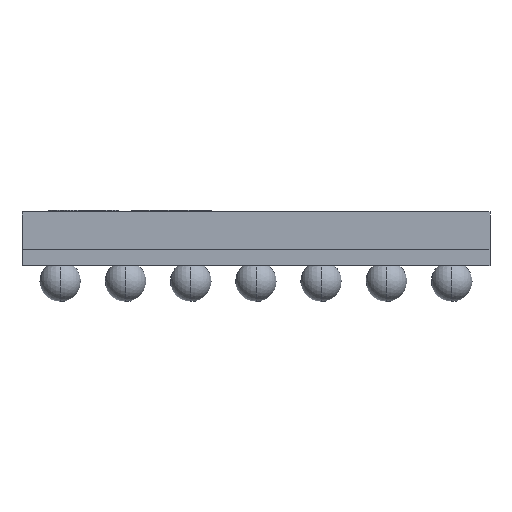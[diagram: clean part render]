
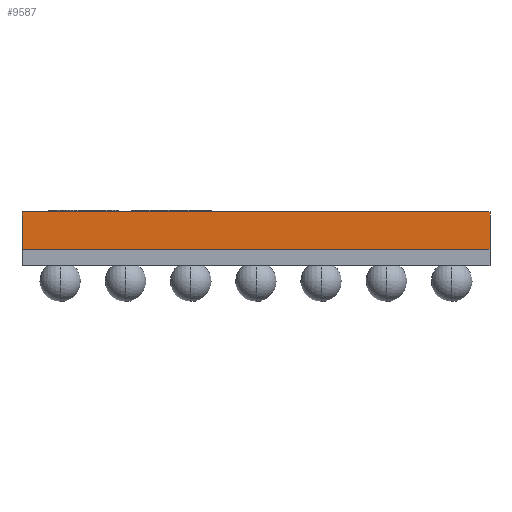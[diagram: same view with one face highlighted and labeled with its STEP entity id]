
A CAD part, front view. The second image highlights one B-rep face of the part: STEP entity #9587.
In plain terms, the highlighted planar face has unit normal (0, -1, 0).
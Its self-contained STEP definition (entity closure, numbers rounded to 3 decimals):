
#294 = CARTESIAN_POINT ( 'NONE',  ( -1.435, -2.435, 0.23 ) ) ;
#1147 = AXIS2_PLACEMENT_3D ( 'NONE', #294, #1511, #2794 ) ;
#1208 = VECTOR ( 'NONE', #8571, 1000. ) ;
#1341 = EDGE_LOOP ( 'NONE', ( #8506, #13573, #3528, #4586 ) ) ;
#1451 = VECTOR ( 'NONE', #9737, 1000. ) ;
#1511 = DIRECTION ( 'NONE',  ( 0., 1., 0. ) ) ;
#1948 = VERTEX_POINT ( 'NONE', #14381 ) ;
#2391 = EDGE_CURVE ( 'NONE', #5804, #9910, #16391, .T. ) ;
#2794 = DIRECTION ( 'NONE',  ( 0., 0., 1. ) ) ;
#3528 = ORIENTED_EDGE ( 'NONE', *, *, #10090, .F. ) ;
#4286 = LINE ( 'NONE', #5550, #1451 ) ;
#4389 = FACE_OUTER_BOUND ( 'NONE', #1341, .T. ) ;
#4586 = ORIENTED_EDGE ( 'NONE', *, *, #2391, .T. ) ;
#4636 = LINE ( 'NONE', #11026, #1208 ) ;
#5550 = CARTESIAN_POINT ( 'NONE',  ( -1.435, -2.435, 0.23 ) ) ;
#5610 = VECTOR ( 'NONE', #12586, 1000. ) ;
#5804 = VERTEX_POINT ( 'NONE', #8399 ) ;
#5985 = VECTOR ( 'NONE', #12869, 1000. ) ;
#6361 = CARTESIAN_POINT ( 'NONE',  ( -1.435, -2.435, 0.23 ) ) ;
#8393 = PLANE ( 'NONE',  #1147 ) ;
#8399 = CARTESIAN_POINT ( 'NONE',  ( -1.435, -2.435, 0.23 ) ) ;
#8506 = ORIENTED_EDGE ( 'NONE', *, *, #14409, .T. ) ;
#8571 = DIRECTION ( 'NONE',  ( 1., 0., 0. ) ) ;
#8735 = CARTESIAN_POINT ( 'NONE',  ( 1.435, -2.435, 0.23 ) ) ;
#8836 = LINE ( 'NONE', #15166, #5610 ) ;
#9587 = ADVANCED_FACE ( 'NONE', ( #4389 ), #8393, .F. ) ;
#9737 = DIRECTION ( 'NONE',  ( 1., 0., 0. ) ) ;
#9910 = VERTEX_POINT ( 'NONE', #15331 ) ;
#10090 = EDGE_CURVE ( 'NONE', #5804, #16970, #4286, .T. ) ;
#11026 = CARTESIAN_POINT ( 'NONE',  ( -1.435, -2.435, 0. ) ) ;
#11254 = EDGE_CURVE ( 'NONE', #16970, #1948, #8836, .T. ) ;
#12586 = DIRECTION ( 'NONE',  ( 0., 0., -1. ) ) ;
#12869 = DIRECTION ( 'NONE',  ( 0., 0., -1. ) ) ;
#13573 = ORIENTED_EDGE ( 'NONE', *, *, #11254, .F. ) ;
#14381 = CARTESIAN_POINT ( 'NONE',  ( 1.435, -2.435, 0. ) ) ;
#14409 = EDGE_CURVE ( 'NONE', #9910, #1948, #4636, .T. ) ;
#15166 = CARTESIAN_POINT ( 'NONE',  ( 1.435, -2.435, 0.23 ) ) ;
#15331 = CARTESIAN_POINT ( 'NONE',  ( -1.435, -2.435, 0. ) ) ;
#16391 = LINE ( 'NONE', #6361, #5985 ) ;
#16970 = VERTEX_POINT ( 'NONE', #8735 ) ;
